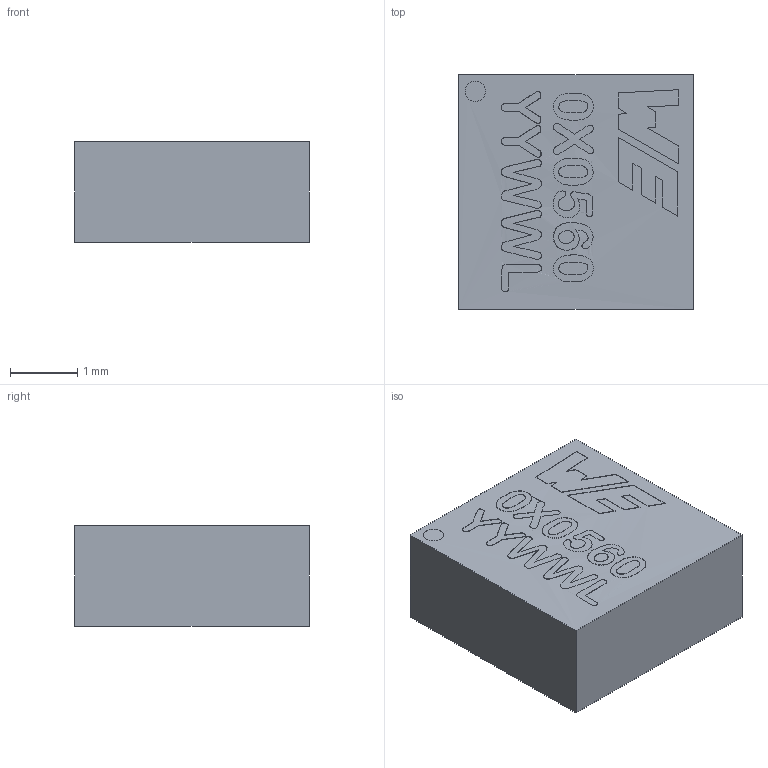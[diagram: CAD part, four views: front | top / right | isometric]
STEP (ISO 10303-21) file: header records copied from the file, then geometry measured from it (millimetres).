
FILE_DESCRIPTION(/* description */ ('Unknown'),/* implementation_level */ '2;1');
FILE_NAME(/* name */ 'U_Wurth_WPME-VDMM-LGA-9EP',/* time_stamp */ '2025-05-12T15:15:15+08:00',/* author */ ('Unknown'),/* organization */ ('Unknown'),/* preprocessor_version */ 'ST-DEVELOPER v19.4',/* originating_system */ 'Solid Edge',/* authorisation */ 'Unknown');
FILE_SCHEMA (('AUTOMOTIVE_DESIGN {1 0 10303 214 3 1 1}'));
Length unit declared in the file: millimetre
Products named in the file (2): U_Wurth_WPME-VDMM-LGA-9EP
Assembly tree (1 placements, depth 2):
  U_Wurth_WPME-VDMM-LGA-9EP
    U_Wurth_WPME-VDMM-LGA-9EP
Bounding box: 3.5 x 3.5 x 1.5 mm (x, y, z)
Volume: 18.4 mm3; surface area: 45.6 mm2
Topology: 1 solids, 1 shells, 75 faces, 176 edges, 121 vertices
Faces by surface type: plane 57, bspline 17, cylinder 1
Full cylindrical faces by diameter (mm): 0.3 x1
Entity records: 3417 total; most frequent: CARTESIAN_POINT 1315, ORIENTED_EDGE 336, DIRECTION 225, EDGE_CURVE 168, VERTEX_POINT 121, LINE 101, VECTOR 101, EDGE_LOOP 101
